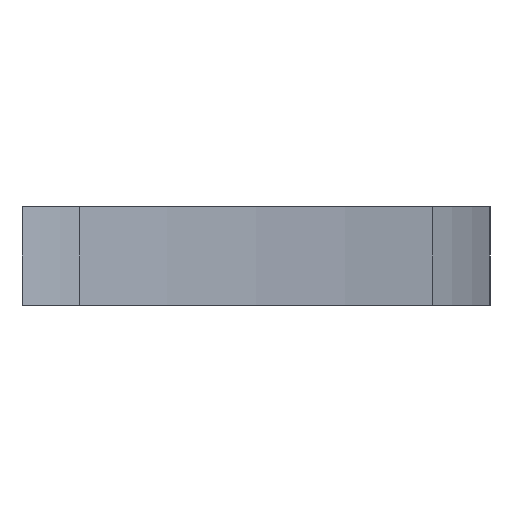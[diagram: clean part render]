
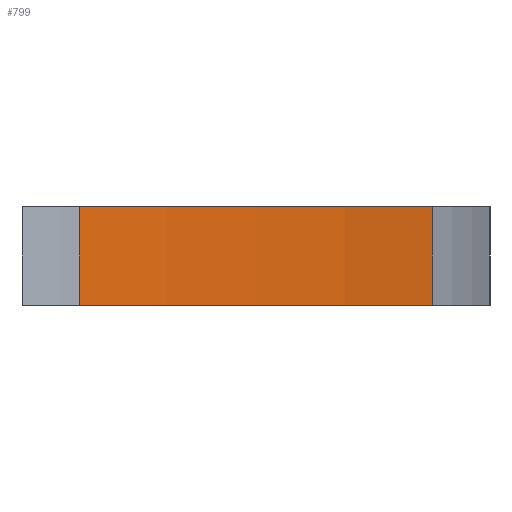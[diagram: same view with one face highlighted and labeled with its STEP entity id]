
A CAD part, left-side view. The second image highlights one B-rep face of the part: STEP entity #799.
In plain terms, the highlighted cylindrical face has radius 140 mm (diameter 280 mm), a partial arc.
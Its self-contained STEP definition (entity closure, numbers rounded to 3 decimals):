
#79=FACE_OUTER_BOUND('',#130,.T.);
#130=EDGE_LOOP('',(#712,#713,#714,#715));
#193=LINE('',#1385,#254);
#194=LINE('',#1389,#255);
#254=VECTOR('',#1146,10.);
#255=VECTOR('',#1151,10.);
#264=CIRCLE('',#825,140.);
#311=CIRCLE('',#906,140.);
#322=VERTEX_POINT('',#1183);
#323=VERTEX_POINT('',#1185);
#389=VERTEX_POINT('',#1383);
#390=VERTEX_POINT('',#1387);
#402=EDGE_CURVE('',#322,#323,#264,.T.);
#502=EDGE_CURVE('',#389,#323,#193,.T.);
#503=EDGE_CURVE('',#389,#390,#311,.T.);
#504=EDGE_CURVE('',#390,#322,#194,.T.);
#712=ORIENTED_EDGE('',*,*,#503,.F.);
#713=ORIENTED_EDGE('',*,*,#502,.T.);
#714=ORIENTED_EDGE('',*,*,#402,.F.);
#715=ORIENTED_EDGE('',*,*,#504,.F.);
#762=CYLINDRICAL_SURFACE('',#905,140.);
#799=ADVANCED_FACE('',(#79),#762,.F.);
#825=AXIS2_PLACEMENT_3D('',#1186,#933,#934);
#905=AXIS2_PLACEMENT_3D('',#1386,#1147,#1148);
#906=AXIS2_PLACEMENT_3D('',#1388,#1149,#1150);
#933=DIRECTION('center_axis',(0.,0.,-1.));
#934=DIRECTION('ref_axis',(0.988,-0.154,0.));
#1146=DIRECTION('',(0.,0.,1.));
#1147=DIRECTION('center_axis',(0.,0.,1.));
#1148=DIRECTION('ref_axis',(0.988,-0.154,0.));
#1149=DIRECTION('center_axis',(0.,0.,1.));
#1150=DIRECTION('ref_axis',(0.988,-0.154,0.));
#1151=DIRECTION('',(0.,0.,1.));
#1183=CARTESIAN_POINT('',(-11.662,21.505,12.));
#1185=CARTESIAN_POINT('',(-11.662,-21.505,12.));
#1186=CARTESIAN_POINT('Origin',(-150.,0.,12.));
#1383=CARTESIAN_POINT('',(-11.662,-21.505,0.));
#1385=CARTESIAN_POINT('',(-11.662,-21.505,0.));
#1386=CARTESIAN_POINT('Origin',(-150.,0.,0.));
#1387=CARTESIAN_POINT('',(-11.662,21.505,0.));
#1388=CARTESIAN_POINT('Origin',(-150.,0.,0.));
#1389=CARTESIAN_POINT('',(-11.662,21.505,0.));
